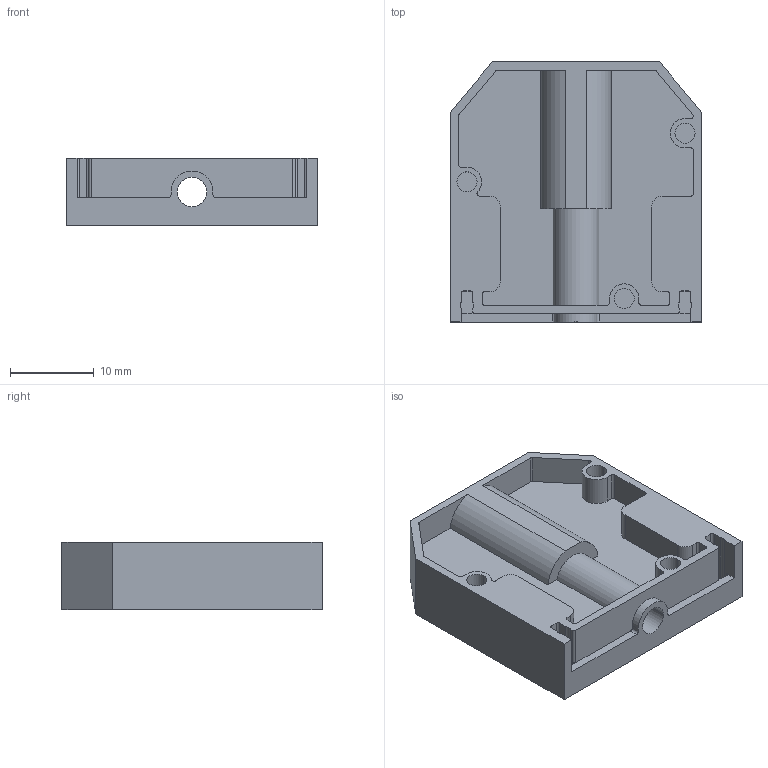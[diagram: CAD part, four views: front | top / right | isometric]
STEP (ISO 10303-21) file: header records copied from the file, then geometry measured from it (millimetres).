
FILE_DESCRIPTION((''),'2;1');
FILE_NAME('BKAEH3_STEP','2009-05-29T',('Stollb'),(''),'PRO/ENGINEER BY PARAMETRIC TECHNOLOGY CORPORATION, 2007390','PRO/ENGINEER BY PARAMETRIC TECHNOLOGY CORPORATION, 2007390','');
FILE_SCHEMA(('CONFIG_CONTROL_DESIGN'));
Length unit declared in the file: millimetre
Products named in the file (1): BKAEH3_STEP
Bounding box: 30 x 31 x 8.1 mm (x, y, z)
Volume: 2344.8 mm3; surface area: 4617.5 mm2
Topology: 1 solids, 1 shells, 180 faces, 505 edges, 336 vertices
Faces by surface type: plane 92, cylinder 88
Entity records: 5893 total; most frequent: DIRECTION 1043, CARTESIAN_POINT 1021, ORIENTED_EDGE 1010, EDGE_CURVE 505, AXIS2_PLACEMENT_3D 358, VERTEX_POINT 336, VECTOR 327, LINE 327
